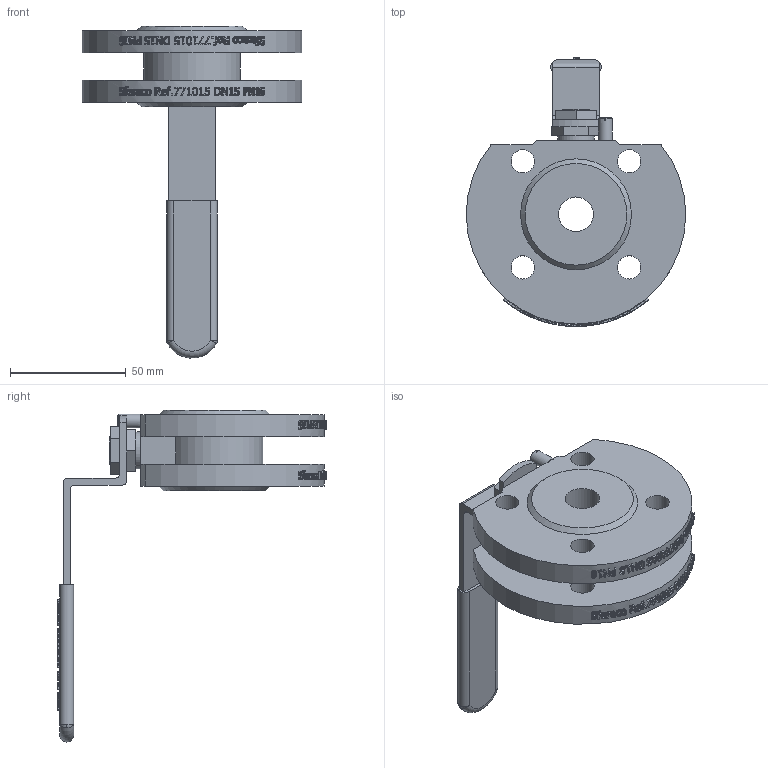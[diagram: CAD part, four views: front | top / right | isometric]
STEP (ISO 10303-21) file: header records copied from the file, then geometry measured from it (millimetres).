
FILE_DESCRIPTION(/* description */ ('771015'),/* implementation_level */ '2;1');
FILE_NAME(/* name */ '771015.stp',/* time_stamp */ '2017-03-16T15:58:57+01:00',/* author */ ('jmorand'),/* organization */ ('Sferaco'),/* preprocessor_version */ 'ST-DEVELOPER v16.5',/* originating_system */ 'Autodesk Inventor 2017',/* authorisation */ '');
FILE_SCHEMA (('AUTOMOTIVE_DESIGN { 1 0 10303 214 3 1 1 }'));
Products named in the file (1): 771015_bd
Bounding box: 95 x 116.5 x 143.69 mm (x, y, z)
Volume: 150141.7 mm3; surface area: 42268.2 mm2
Topology: 1 solids, 12 shells, 1311 faces, 3534 edges, 2353 vertices
Faces by surface type: plane 642, bspline 542, cylinder 113, cone 9, sphere 4, torus 1
Full cylindrical faces by diameter (mm): 4.134 x4, 6 x1, 10.106 x8, 12 x1, 12.5 x1, 15 x1, 16 x1
Entity records: 52718 total; most frequent: CARTESIAN_POINT 21808, ORIENTED_EDGE 6996, DIRECTION 4441, EDGE_CURVE 3498, VERTEX_POINT 2341, LINE 1951, VECTOR 1951, EDGE_LOOP 1463
